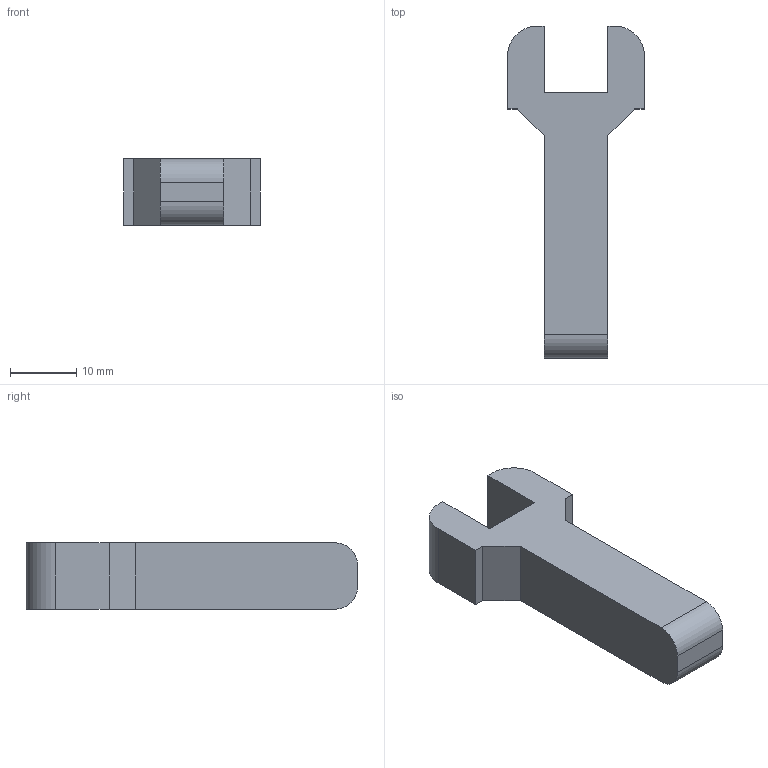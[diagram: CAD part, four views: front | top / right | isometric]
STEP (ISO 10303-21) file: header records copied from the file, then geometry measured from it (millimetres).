
FILE_DESCRIPTION(/* description */ (''),/* implementation_level */ '2;1');
FILE_NAME(/* name */ 'rpitouchsupportextender v1.stp',/* time_stamp */ '2023-01-01T15:21:27+01:00',/* author */ (''),/* organization */ (''),/* preprocessor_version */ 'ST-DEVELOPER v19.2',/* originating_system */ 'Autodesk Translation Framework v11.17.0.187',/* authorisation */ '');
FILE_SCHEMA (('AUTOMOTIVE_DESIGN { 1 0 10303 214 3 1 1 }'));
Length unit declared in the file: millimetre
Products named in the file (1): rpi_touch_support_extender
Bounding box: 20.6 x 50 x 10 mm (x, y, z)
Volume: 5237.6 mm3; surface area: 2544.8 mm2
Topology: 1 solids, 1 shells, 20 faces, 54 edges, 36 vertices
Faces by surface type: plane 16, cylinder 4
Entity records: 659 total; most frequent: CARTESIAN_POINT 111, ORIENTED_EDGE 108, DIRECTION 104, EDGE_CURVE 54, LINE 46, VECTOR 46, VERTEX_POINT 36, AXIS2_PLACEMENT_3D 29
